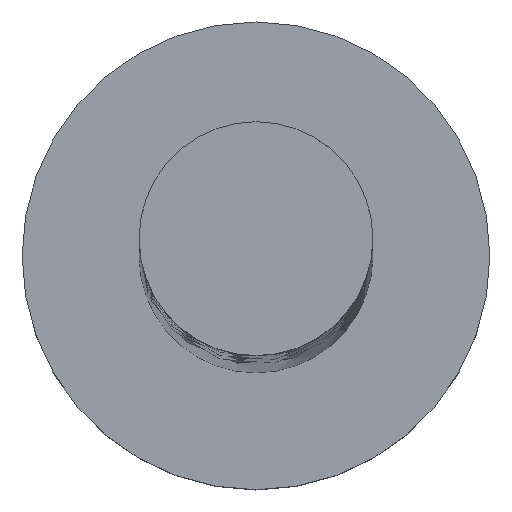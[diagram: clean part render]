
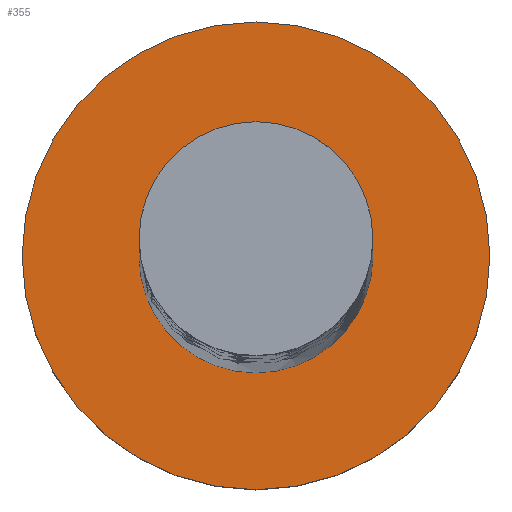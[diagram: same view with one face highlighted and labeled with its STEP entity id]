
A CAD part, top view. The second image highlights one B-rep face of the part: STEP entity #355.
In plain terms, the highlighted planar face has unit normal (0, 0, 1).
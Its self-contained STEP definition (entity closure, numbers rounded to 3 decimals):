
#11 = ORIENTED_EDGE ( 'NONE', *, *, #1667, .F. ) ;
#23 = CIRCLE ( 'NONE', #172, 5. ) ;
#172 = AXIS2_PLACEMENT_3D ( 'NONE', #1117, #1684, #1646 ) ;
#272 = CARTESIAN_POINT ( 'NONE',  ( 0., 0., 3. ) ) ;
#355 = ADVANCED_FACE ( 'NONE', ( #615, #1692 ), #1566, .T. ) ;
#425 = CARTESIAN_POINT ( 'NONE',  ( 0., 0., 3. ) ) ;
#451 = VERTEX_POINT ( 'NONE', #579 ) ;
#493 = EDGE_CURVE ( 'NONE', #619, #451, #23, .T. ) ;
#501 = CARTESIAN_POINT ( 'NONE',  ( 2.5, 0., 3. ) ) ;
#551 = DIRECTION ( 'NONE',  ( 0., 0., 1. ) ) ;
#579 = CARTESIAN_POINT ( 'NONE',  ( -5., 0., 3. ) ) ;
#615 = FACE_BOUND ( 'NONE', #1478, .T. ) ;
#619 = VERTEX_POINT ( 'NONE', #649 ) ;
#631 = DIRECTION ( 'NONE',  ( 0., 0., 1. ) ) ;
#649 = CARTESIAN_POINT ( 'NONE',  ( 5., 0., 3. ) ) ;
#695 = DIRECTION ( 'NONE',  ( 1., 0., 0. ) ) ;
#769 = AXIS2_PLACEMENT_3D ( 'NONE', #1350, #631, #942 ) ;
#799 = CIRCLE ( 'NONE', #1829, 5. ) ;
#812 = ORIENTED_EDGE ( 'NONE', *, *, #1770, .T. ) ;
#905 = AXIS2_PLACEMENT_3D ( 'NONE', #425, #1174, #1735 ) ;
#921 = CARTESIAN_POINT ( 'NONE',  ( -2.5, 0., 3. ) ) ;
#942 = DIRECTION ( 'NONE',  ( 1., 0., 0. ) ) ;
#1112 = EDGE_CURVE ( 'NONE', #1613, #1415, #1680, .T. ) ;
#1117 = CARTESIAN_POINT ( 'NONE',  ( 0., 0., 3. ) ) ;
#1174 = DIRECTION ( 'NONE',  ( 0., 0., 1. ) ) ;
#1178 = ORIENTED_EDGE ( 'NONE', *, *, #493, .T. ) ;
#1292 = EDGE_LOOP ( 'NONE', ( #812, #1178 ) ) ;
#1350 = CARTESIAN_POINT ( 'NONE',  ( 0., 0., 3. ) ) ;
#1415 = VERTEX_POINT ( 'NONE', #501 ) ;
#1451 = CIRCLE ( 'NONE', #1511, 2.5 ) ;
#1478 = EDGE_LOOP ( 'NONE', ( #1679, #11 ) ) ;
#1511 = AXIS2_PLACEMENT_3D ( 'NONE', #272, #1529, #1664 ) ;
#1529 = DIRECTION ( 'NONE',  ( 0., 0., 1. ) ) ;
#1537 = CARTESIAN_POINT ( 'NONE',  ( 0., 0., 3. ) ) ;
#1566 = PLANE ( 'NONE',  #905 ) ;
#1613 = VERTEX_POINT ( 'NONE', #921 ) ;
#1646 = DIRECTION ( 'NONE',  ( 1., 0., 0. ) ) ;
#1664 = DIRECTION ( 'NONE',  ( 1., 0., 0. ) ) ;
#1667 = EDGE_CURVE ( 'NONE', #1415, #1613, #1451, .T. ) ;
#1679 = ORIENTED_EDGE ( 'NONE', *, *, #1112, .F. ) ;
#1680 = CIRCLE ( 'NONE', #769, 2.5 ) ;
#1684 = DIRECTION ( 'NONE',  ( 0., 0., 1. ) ) ;
#1692 = FACE_OUTER_BOUND ( 'NONE', #1292, .T. ) ;
#1735 = DIRECTION ( 'NONE',  ( 1., 0., 0. ) ) ;
#1770 = EDGE_CURVE ( 'NONE', #451, #619, #799, .T. ) ;
#1829 = AXIS2_PLACEMENT_3D ( 'NONE', #1537, #551, #695 ) ;
